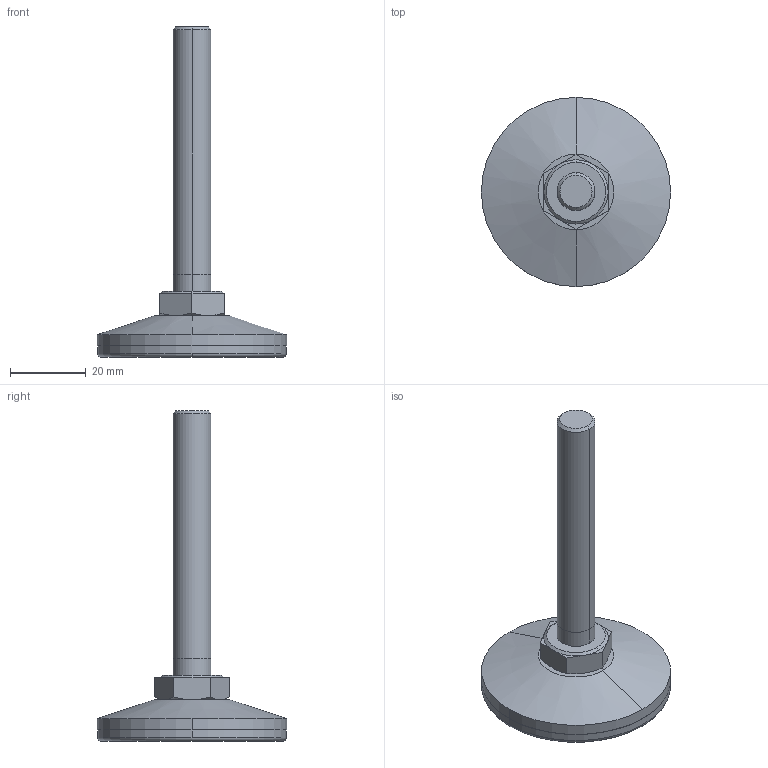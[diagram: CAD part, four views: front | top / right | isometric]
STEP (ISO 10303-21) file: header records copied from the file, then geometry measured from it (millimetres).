
FILE_DESCRIPTION(('Creo Elements/Direct Modeling STEP Export'),'2;1');
FILE_NAME('33.0260.oF_Stellfuß-MMS-33_50-M10-87mm-KS.stp','2022-03-18T13:56:54',(''),(''),'PTC Creo Elements/Direct Modeling STEP processor for AP214 (Solid Model)','PTC Creo Elements/Direct Modeling 19.0C 15-Aug-2015 (C) Parametric Technology GmbH','');
FILE_SCHEMA(('AUTOMOTIVE_DESIGN { 1 0 10303 214 1 1 1 1 }'));
Length unit declared in the file: millimetre
Products named in the file (1): 064126-1643087278-10e7c63063d6-03082414
Bounding box: 50 x 50 x 87.4 mm (x, y, z)
Volume: 23890.2 mm3; surface area: 7462.4 mm2
Topology: 1 solids, 1 shells, 41 faces, 92 edges, 56 vertices
Faces by surface type: plane 17, cone 14, cylinder 8, torus 2
Entity records: 1410 total; most frequent: CARTESIAN_POINT 560, ORIENTED_EDGE 184, DIRECTION 128, EDGE_CURVE 92, VERTEX_POINT 56, AXIS2_PLACEMENT_3D 50, EDGE_LOOP 44, FACE_OUTER_BOUND 41
